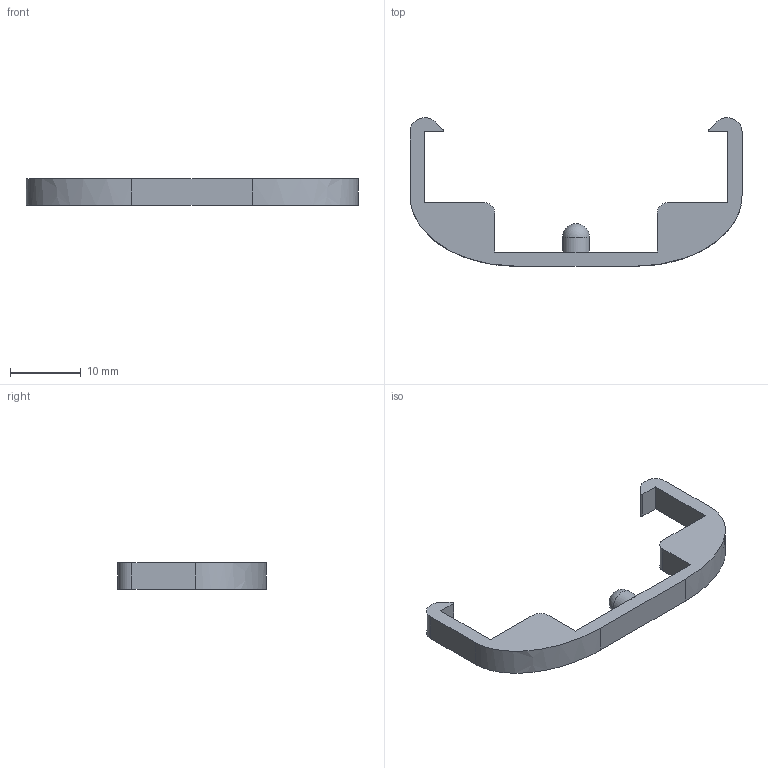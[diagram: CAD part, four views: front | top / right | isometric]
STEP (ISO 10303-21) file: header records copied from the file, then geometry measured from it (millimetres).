
FILE_DESCRIPTION(/* description */ ('STEP AP214'),/* implementation_level */ '2;1');
FILE_NAME(/* name */ '15-support-clip-Tarrot.step',/* time_stamp */ '2025-05-03T11:55:30+02:00',/* author */ (''),/* organization */ (''),/* preprocessor_version */ 'ST-DEVELOPER v20.1',/* originating_system */ 'Autodesk Translation Framework v14.4.0.0',/* authorisation */ '');
FILE_SCHEMA (('AUTOMOTIVE_DESIGN { 1 0 10303 214 3 1 1 }'));
Length unit declared in the file: millimetre
Products named in the file (1): 15-support-clip-Tarrot
Bounding box: 47 x 21 x 3.8 mm (x, y, z)
Volume: 990.2 mm3; surface area: 1179.6 mm2
Topology: 1 solids, 1 shells, 35 faces, 100 edges, 65 vertices
Faces by surface type: plane 19, cylinder 12, sphere 2, bspline 2
Entity records: 1232 total; most frequent: CARTESIAN_POINT 305, ORIENTED_EDGE 192, DIRECTION 184, EDGE_CURVE 96, VERTEX_POINT 63, AXIS2_PLACEMENT_3D 62, LINE 60, VECTOR 60
